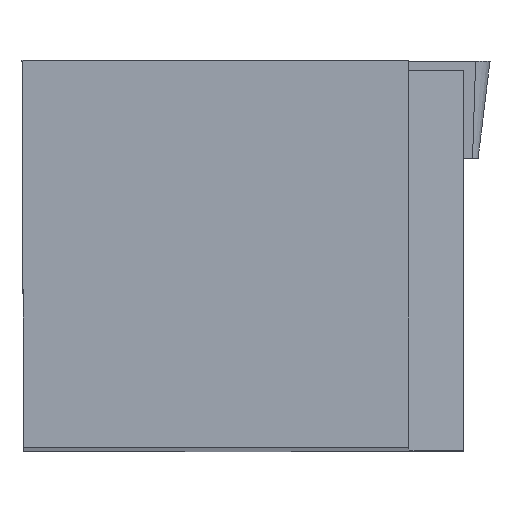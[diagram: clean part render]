
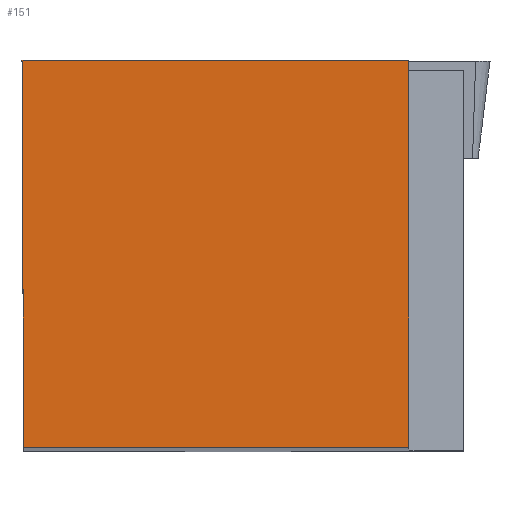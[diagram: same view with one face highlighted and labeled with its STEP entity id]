
A CAD part, top view. The second image highlights one B-rep face of the part: STEP entity #151.
In plain terms, the highlighted planar face has unit normal (0, 0, 1).
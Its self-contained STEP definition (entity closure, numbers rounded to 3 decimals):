
#121=FACE_OUTER_BOUND('',#346,.T.);
#151=ADVANCED_FACE('BLANK_BOXF006',(#121),#176,.F.);
#176=PLANE('',#754);
#199=LINE('',#1036,#254);
#204=LINE('',#1047,#259);
#210=LINE('',#1058,#265);
#232=LINE('',#1112,#287);
#254=VECTOR('',#844,1.);
#259=VECTOR('',#851,1.);
#265=VECTOR('',#859,1.);
#287=VECTOR('',#905,1.);
#346=EDGE_LOOP('',(#454,#455,#456,#457));
#454=ORIENTED_EDGE('',*,*,#596,.T.);
#455=ORIENTED_EDGE('',*,*,#585,.T.);
#456=ORIENTED_EDGE('',*,*,#590,.T.);
#457=ORIENTED_EDGE('',*,*,#622,.T.);
#527=VERTEX_POINT('',#1035);
#528=VERTEX_POINT('',#1037);
#532=VERTEX_POINT('',#1046);
#537=VERTEX_POINT('',#1059);
#585=EDGE_CURVE('',#528,#527,#199,.T.);
#590=EDGE_CURVE('',#527,#532,#204,.T.);
#596=EDGE_CURVE('',#537,#528,#210,.T.);
#622=EDGE_CURVE('',#532,#537,#232,.T.);
#754=AXIS2_PLACEMENT_3D('',#1113,#906,#907);
#844=DIRECTION('',(-1.,0.,0.));
#851=DIRECTION('',(0.004,-1.,0.));
#859=DIRECTION('',(0.,1.,0.));
#905=DIRECTION('',(1.,0.,0.));
#906=DIRECTION('',(0.,0.,-1.));
#907=DIRECTION('',(1.,0.,0.));
#1035=CARTESIAN_POINT('',(0.,15.748,0.));
#1036=CARTESIAN_POINT('',(117.6,15.748,0.));
#1037=CARTESIAN_POINT('',(15.748,15.748,0.));
#1046=CARTESIAN_POINT('',(0.069,0.,0.));
#1047=CARTESIAN_POINT('',(-0.444,117.599,0.));
#1058=CARTESIAN_POINT('',(15.748,-117.6,0.));
#1059=CARTESIAN_POINT('',(15.748,0.,0.));
#1112=CARTESIAN_POINT('',(-117.6,0.,0.));
#1113=CARTESIAN_POINT('',(24.865,-5.,0.));
